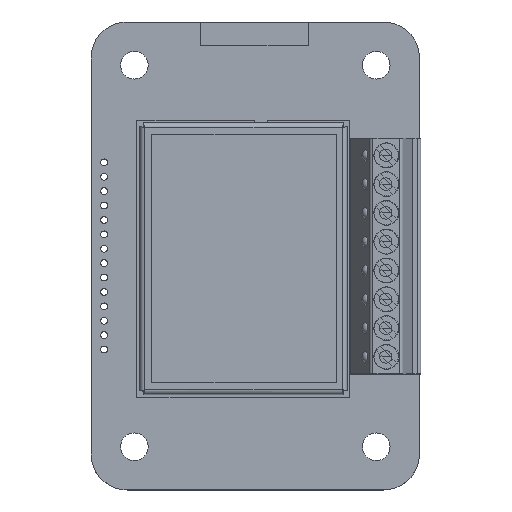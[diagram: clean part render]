
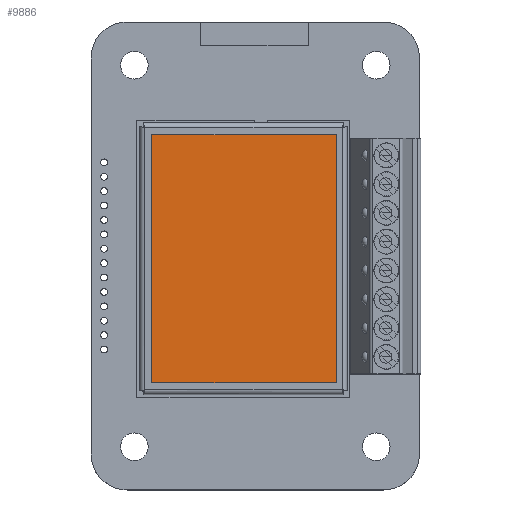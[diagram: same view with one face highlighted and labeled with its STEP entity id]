
A CAD part, top view. The second image highlights one B-rep face of the part: STEP entity #9886.
In plain terms, the highlighted face is planar.
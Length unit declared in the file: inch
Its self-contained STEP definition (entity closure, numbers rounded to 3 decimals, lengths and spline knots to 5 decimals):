
#1693=FACE_OUTER_BOUND('',#2413,.T.);
#2413=EDGE_LOOP('',(#8893,#8894,#8895,#8896));
#3329=LINE('',#16964,#4253);
#3332=LINE('',#16970,#4256);
#3335=LINE('',#16976,#4259);
#3338=LINE('',#16980,#4262);
#4253=VECTOR('',#13548,0.3937);
#4256=VECTOR('',#13553,0.3937);
#4259=VECTOR('',#13558,0.3937);
#4262=VECTOR('',#13563,0.3937);
#5085=VERTEX_POINT('',#16961);
#5086=VERTEX_POINT('',#16963);
#5088=VERTEX_POINT('',#16969);
#5090=VERTEX_POINT('',#16975);
#6353=EDGE_CURVE('',#5086,#5085,#3329,.T.);
#6356=EDGE_CURVE('',#5088,#5086,#3332,.T.);
#6359=EDGE_CURVE('',#5090,#5088,#3335,.T.);
#6362=EDGE_CURVE('',#5085,#5090,#3338,.T.);
#8893=ORIENTED_EDGE('',*,*,#6362,.T.);
#8894=ORIENTED_EDGE('',*,*,#6359,.T.);
#8895=ORIENTED_EDGE('',*,*,#6356,.T.);
#8896=ORIENTED_EDGE('',*,*,#6353,.T.);
#9325=PLANE('',#10861);
#9886=ADVANCED_FACE('',(#1693),#9325,.T.);
#10861=AXIS2_PLACEMENT_3D('',#16981,#13564,#13565);
#13548=DIRECTION('',(0.,0.,1.));
#13553=DIRECTION('',(-1.,0.,0.));
#13558=DIRECTION('',(0.,0.,-1.));
#13563=DIRECTION('',(1.,0.,0.));
#13564=DIRECTION('center_axis',(0.,1.,0.));
#13565=DIRECTION('ref_axis',(0.,0.,1.));
#16961=CARTESIAN_POINT('',(-0.32,0.005,0.43));
#16963=CARTESIAN_POINT('',(-0.32,0.005,-0.43));
#16964=CARTESIAN_POINT('',(-0.32,0.005,-0.43));
#16969=CARTESIAN_POINT('',(0.32,0.005,-0.43));
#16970=CARTESIAN_POINT('',(0.32,0.005,-0.43));
#16975=CARTESIAN_POINT('',(0.32,0.005,0.43));
#16976=CARTESIAN_POINT('',(0.32,0.005,0.43));
#16980=CARTESIAN_POINT('',(-0.32,0.005,0.43));
#16981=CARTESIAN_POINT('Origin',(0.,0.005,0.));
